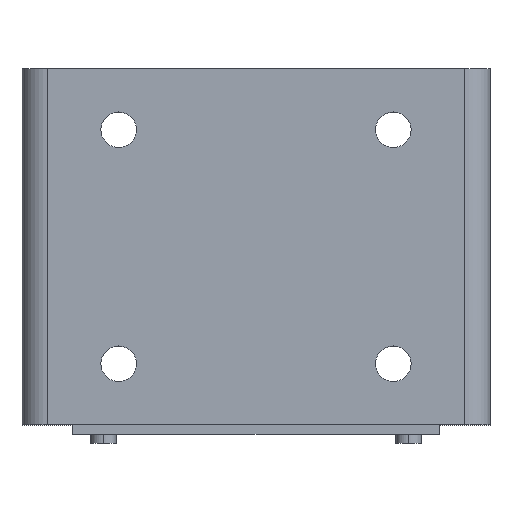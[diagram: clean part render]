
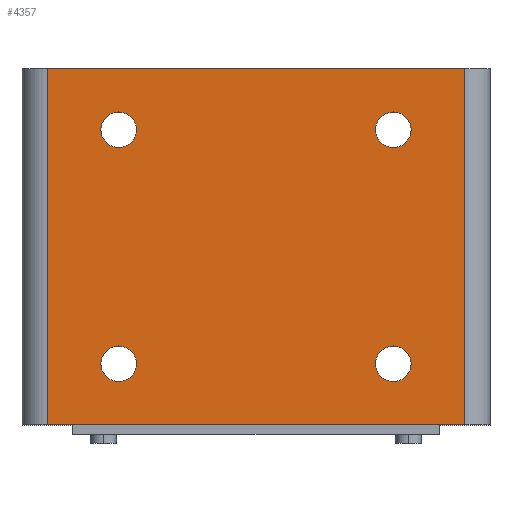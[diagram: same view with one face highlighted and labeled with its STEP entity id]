
A CAD part, top view. The second image highlights one B-rep face of the part: STEP entity #4357.
In plain terms, the highlighted planar face has unit normal (0, 0, 1).
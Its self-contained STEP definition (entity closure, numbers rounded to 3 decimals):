
#41 = CARTESIAN_POINT ( 'NONE',  ( -41., -35., 14. ) ) ;
#118 = DIRECTION ( 'NONE',  ( -1., 0., 0. ) ) ;
#205 = CARTESIAN_POINT ( 'NONE',  ( -27., -23., 14. ) ) ;
#223 = AXIS2_PLACEMENT_3D ( 'NONE', #1847, #1466, #3043 ) ;
#241 = CARTESIAN_POINT ( 'NONE',  ( 27., -23., 14. ) ) ;
#294 = DIRECTION ( 'NONE',  ( 0., 0., -1. ) ) ;
#303 = ORIENTED_EDGE ( 'NONE', *, *, #864, .T. ) ;
#333 = DIRECTION ( 'NONE',  ( 0., 0., -1. ) ) ;
#382 = EDGE_CURVE ( 'NONE', #3924, #3930, #2394, .T. ) ;
#439 = DIRECTION ( 'NONE',  ( -1., 0., 0. ) ) ;
#448 = CIRCLE ( 'NONE', #2544, 3.5 ) ;
#461 = CIRCLE ( 'NONE', #3910, 3.5 ) ;
#468 = EDGE_CURVE ( 'NONE', #3644, #2821, #4779, .T. ) ;
#480 = DIRECTION ( 'NONE',  ( -1., 0., 0. ) ) ;
#550 = LINE ( 'NONE', #1296, #3759 ) ;
#573 = CIRCLE ( 'NONE', #3625, 3.5 ) ;
#639 = EDGE_CURVE ( 'NONE', #3930, #3924, #573, .T. ) ;
#782 = AXIS2_PLACEMENT_3D ( 'NONE', #4324, #1968, #3215 ) ;
#813 = AXIS2_PLACEMENT_3D ( 'NONE', #1681, #3183, #4745 ) ;
#818 = FACE_BOUND ( 'NONE', #2119, .T. ) ;
#860 = VERTEX_POINT ( 'NONE', #3133 ) ;
#864 = EDGE_CURVE ( 'NONE', #860, #963, #2248, .T. ) ;
#869 = DIRECTION ( 'NONE',  ( 1., 0., 0. ) ) ;
#950 = DIRECTION ( 'NONE',  ( 0., 1., 0. ) ) ;
#963 = VERTEX_POINT ( 'NONE', #3059 ) ;
#998 = ORIENTED_EDGE ( 'NONE', *, *, #3318, .T. ) ;
#1021 = AXIS2_PLACEMENT_3D ( 'NONE', #205, #2435, #4736 ) ;
#1099 = VECTOR ( 'NONE', #869, 1000. ) ;
#1114 = EDGE_CURVE ( 'NONE', #2755, #2007, #3069, .T. ) ;
#1174 = EDGE_CURVE ( 'NONE', #963, #860, #3868, .T. ) ;
#1184 = DIRECTION ( 'NONE',  ( 0., 0., -1. ) ) ;
#1190 = FACE_BOUND ( 'NONE', #1978, .T. ) ;
#1275 = DIRECTION ( 'NONE',  ( 0., 0., -1. ) ) ;
#1286 = VECTOR ( 'NONE', #118, 1000. ) ;
#1296 = CARTESIAN_POINT ( 'NONE',  ( 41., 35., 14. ) ) ;
#1425 = DIRECTION ( 'NONE',  ( -1., 0., 0. ) ) ;
#1457 = CARTESIAN_POINT ( 'NONE',  ( 41., -35., 14. ) ) ;
#1466 = DIRECTION ( 'NONE',  ( 0., 0., -1. ) ) ;
#1491 = VERTEX_POINT ( 'NONE', #3915 ) ;
#1581 = LINE ( 'NONE', #41, #2827 ) ;
#1614 = FACE_OUTER_BOUND ( 'NONE', #4259, .T. ) ;
#1681 = CARTESIAN_POINT ( 'NONE',  ( -27., 23., 14. ) ) ;
#1717 = ORIENTED_EDGE ( 'NONE', *, *, #3009, .T. ) ;
#1757 = ORIENTED_EDGE ( 'NONE', *, *, #1174, .T. ) ;
#1774 = VERTEX_POINT ( 'NONE', #2669 ) ;
#1790 = DIRECTION ( 'NONE',  ( -1., 0., 0. ) ) ;
#1847 = CARTESIAN_POINT ( 'NONE',  ( 27., -23., 14. ) ) ;
#1968 = DIRECTION ( 'NONE',  ( 0., 0., -1. ) ) ;
#1978 = EDGE_LOOP ( 'NONE', ( #2349, #2287 ) ) ;
#2007 = VERTEX_POINT ( 'NONE', #4004 ) ;
#2028 = CARTESIAN_POINT ( 'NONE',  ( -30.5, -23., 14. ) ) ;
#2119 = EDGE_LOOP ( 'NONE', ( #1717, #4356 ) ) ;
#2162 = DIRECTION ( 'NONE',  ( -1., 0., 0. ) ) ;
#2189 = EDGE_CURVE ( 'NONE', #1491, #2821, #1581, .T. ) ;
#2243 = ORIENTED_EDGE ( 'NONE', *, *, #2189, .T. ) ;
#2248 = CIRCLE ( 'NONE', #2988, 3.5 ) ;
#2287 = ORIENTED_EDGE ( 'NONE', *, *, #382, .T. ) ;
#2349 = ORIENTED_EDGE ( 'NONE', *, *, #639, .T. ) ;
#2394 = CIRCLE ( 'NONE', #1021, 3.5 ) ;
#2404 = FACE_BOUND ( 'NONE', #2868, .T. ) ;
#2435 = DIRECTION ( 'NONE',  ( 0., 0., -1. ) ) ;
#2544 = AXIS2_PLACEMENT_3D ( 'NONE', #2892, #3677, #1425 ) ;
#2669 = CARTESIAN_POINT ( 'NONE',  ( 23.5, -23., 14. ) ) ;
#2683 = DIRECTION ( 'NONE',  ( 0., -1., 0. ) ) ;
#2755 = VERTEX_POINT ( 'NONE', #4926 ) ;
#2810 = LINE ( 'NONE', #3889, #1099 ) ;
#2821 = VERTEX_POINT ( 'NONE', #3125 ) ;
#2827 = VECTOR ( 'NONE', #2683, 1000. ) ;
#2868 = EDGE_LOOP ( 'NONE', ( #1757, #303 ) ) ;
#2871 = ORIENTED_EDGE ( 'NONE', *, *, #4858, .T. ) ;
#2892 = CARTESIAN_POINT ( 'NONE',  ( 27., 23., 14. ) ) ;
#2988 = AXIS2_PLACEMENT_3D ( 'NONE', #4566, #1184, #439 ) ;
#3009 = EDGE_CURVE ( 'NONE', #2007, #2755, #448, .T. ) ;
#3043 = DIRECTION ( 'NONE',  ( -1., 0., 0. ) ) ;
#3059 = CARTESIAN_POINT ( 'NONE',  ( -30.5, 23., 14. ) ) ;
#3069 = CIRCLE ( 'NONE', #4506, 3.5 ) ;
#3116 = ORIENTED_EDGE ( 'NONE', *, *, #468, .F. ) ;
#3125 = CARTESIAN_POINT ( 'NONE',  ( -41., -35., 14. ) ) ;
#3133 = CARTESIAN_POINT ( 'NONE',  ( -23.5, 23., 14. ) ) ;
#3183 = DIRECTION ( 'NONE',  ( 0., 0., -1. ) ) ;
#3206 = EDGE_LOOP ( 'NONE', ( #2871, #998 ) ) ;
#3215 = DIRECTION ( 'NONE',  ( -1., 0., 0. ) ) ;
#3299 = ORIENTED_EDGE ( 'NONE', *, *, #3938, .T. ) ;
#3314 = VERTEX_POINT ( 'NONE', #3428 ) ;
#3318 = EDGE_CURVE ( 'NONE', #3818, #1774, #3681, .T. ) ;
#3428 = CARTESIAN_POINT ( 'NONE',  ( 41., 35., 14. ) ) ;
#3446 = CARTESIAN_POINT ( 'NONE',  ( -27., -23., 14. ) ) ;
#3570 = CARTESIAN_POINT ( 'NONE',  ( 46., -35., 14. ) ) ;
#3609 = CARTESIAN_POINT ( 'NONE',  ( 30.5, -23., 14. ) ) ;
#3625 = AXIS2_PLACEMENT_3D ( 'NONE', #3446, #294, #1790 ) ;
#3644 = VERTEX_POINT ( 'NONE', #1457 ) ;
#3677 = DIRECTION ( 'NONE',  ( 0., 0., -1. ) ) ;
#3681 = CIRCLE ( 'NONE', #223, 3.5 ) ;
#3759 = VECTOR ( 'NONE', #950, 1000. ) ;
#3818 = VERTEX_POINT ( 'NONE', #3609 ) ;
#3868 = CIRCLE ( 'NONE', #813, 3.5 ) ;
#3889 = CARTESIAN_POINT ( 'NONE',  ( -46., 35., 14. ) ) ;
#3910 = AXIS2_PLACEMENT_3D ( 'NONE', #241, #333, #2162 ) ;
#3915 = CARTESIAN_POINT ( 'NONE',  ( -41., 35., 14. ) ) ;
#3924 = VERTEX_POINT ( 'NONE', #4743 ) ;
#3930 = VERTEX_POINT ( 'NONE', #2028 ) ;
#3931 = FACE_BOUND ( 'NONE', #3206, .T. ) ;
#3938 = EDGE_CURVE ( 'NONE', #3644, #3314, #550, .T. ) ;
#4004 = CARTESIAN_POINT ( 'NONE',  ( 23.5, 23., 14. ) ) ;
#4074 = EDGE_CURVE ( 'NONE', #1491, #3314, #2810, .T. ) ;
#4249 = PLANE ( 'NONE',  #782 ) ;
#4259 = EDGE_LOOP ( 'NONE', ( #3116, #3299, #4521, #2243 ) ) ;
#4324 = CARTESIAN_POINT ( 'NONE',  ( 0., 0., 14. ) ) ;
#4357 = ADVANCED_FACE ( 'NONE', ( #818, #2404, #1190, #3931, #1614 ), #4249, .F. ) ;
#4356 = ORIENTED_EDGE ( 'NONE', *, *, #1114, .T. ) ;
#4506 = AXIS2_PLACEMENT_3D ( 'NONE', #4799, #1275, #480 ) ;
#4521 = ORIENTED_EDGE ( 'NONE', *, *, #4074, .F. ) ;
#4566 = CARTESIAN_POINT ( 'NONE',  ( -27., 23., 14. ) ) ;
#4736 = DIRECTION ( 'NONE',  ( -1., 0., 0. ) ) ;
#4743 = CARTESIAN_POINT ( 'NONE',  ( -23.5, -23., 14. ) ) ;
#4745 = DIRECTION ( 'NONE',  ( -1., 0., 0. ) ) ;
#4779 = LINE ( 'NONE', #3570, #1286 ) ;
#4799 = CARTESIAN_POINT ( 'NONE',  ( 27., 23., 14. ) ) ;
#4858 = EDGE_CURVE ( 'NONE', #1774, #3818, #461, .T. ) ;
#4926 = CARTESIAN_POINT ( 'NONE',  ( 30.5, 23., 14. ) ) ;
